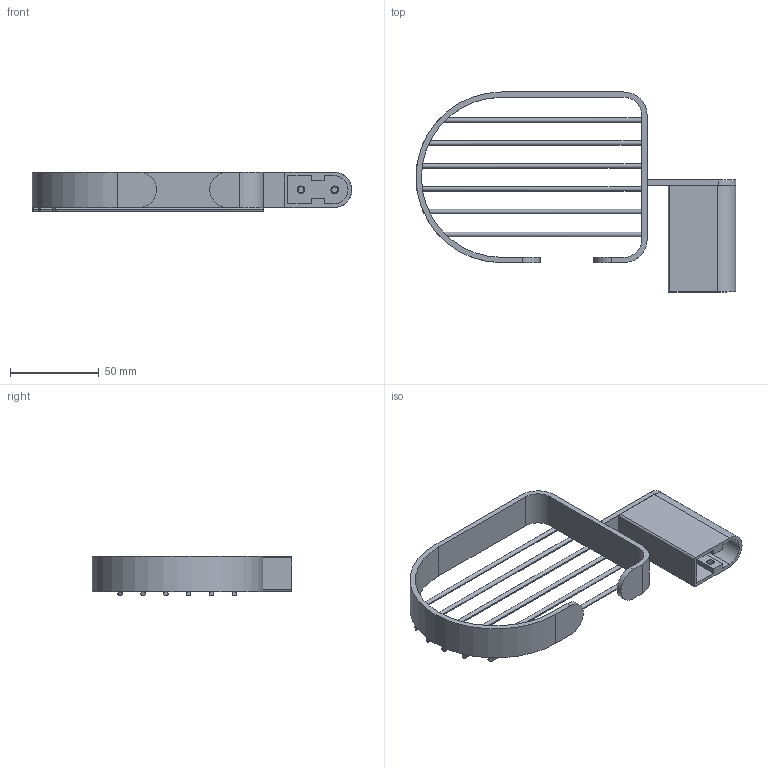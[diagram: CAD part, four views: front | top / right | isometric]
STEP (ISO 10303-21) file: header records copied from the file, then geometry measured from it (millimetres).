
FILE_DESCRIPTION (( 'STEP AP203' ), '1' );
FILE_NAME ('66648,0.STEP', '2020-09-01T08:27:12', ( '' ), ( '' ), 'SwSTEP 2.0', 'SolidWorks 2020', '' );
FILE_SCHEMA (( 'CONFIG_CONTROL_DESIGN' ));
Length unit declared in the file: millimetre
Products named in the file (12): 50ïÝ=°=ºT¬; 50ﾎｨ摠ﾎ｡﨔; 66648,0; 50ïÝ=°=ºT¬_3; 50ïÝ=°=ºT¬_6; 50ïÝ=°=°¬²; 50ïÝ=°=ºT¬_5; 33扛蠍; 50ïÝ=°=ºT¬_4; 50ïÝ=°; 50ïÝ=°=ºT¬_2; 50-ｺ--ｯﾋｪT
Assembly tree (12 placements, depth 3):
  66648,0
    50ﾎｨ摠ﾎ｡﨔
    50ïÝ=°
      50ïÝ=°=°¬²
      50ïÝ=°=ºT¬_5
      50ïÝ=°=ºT¬
      50ïÝ=°=ºT¬_2
      50ïÝ=°=ºT¬_4
      50ïÝ=°=ºT¬_3
      50ïÝ=°=ºT¬_6
      50-ｺ--ｯﾋｪT
      33扛蠍  x2
Bounding box: 180 x 112.5 x 22.5 mm (x, y, z)
Volume: 45821.7 mm3; surface area: 38641.2 mm2
Topology: 11 solids, 11 shells, 112 faces, 247 edges, 162 vertices
Faces by surface type: cylinder 54, plane 46, cone 12
Entity records: 4385 total; most frequent: CARTESIAN_POINT 719, DIRECTION 539, ORIENTED_EDGE 454, EDGE_CURVE 227, AXIS2_PLACEMENT_3D 206, VERTEX_POINT 150, LINE 127, VECTOR 127
